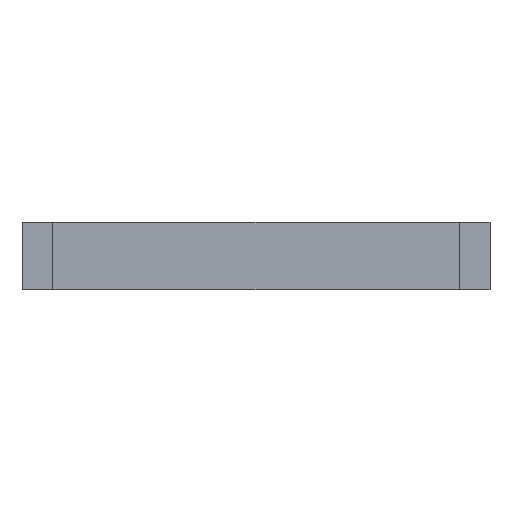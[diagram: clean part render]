
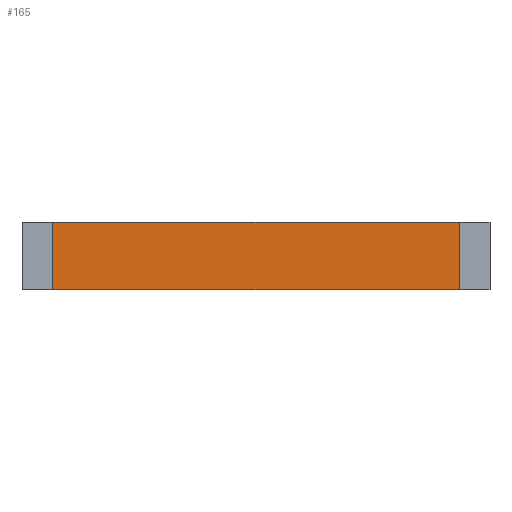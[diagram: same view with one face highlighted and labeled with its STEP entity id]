
A CAD part, front view. The second image highlights one B-rep face of the part: STEP entity #165.
In plain terms, the highlighted planar face has unit normal (0, -1, 0).
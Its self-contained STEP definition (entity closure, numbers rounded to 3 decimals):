
#165 = ADVANCED_FACE( '', ( #289 ), #290, .F. );
#289 = FACE_OUTER_BOUND( '', #417, .T. );
#290 = PLANE( '', #418 );
#417 = EDGE_LOOP( '', ( #706, #707, #708, #709 ) );
#418 = AXIS2_PLACEMENT_3D( '', #710, #711, #712 );
#706 = ORIENTED_EDGE( '', *, *, #882, .T. );
#707 = ORIENTED_EDGE( '', *, *, #885, .T. );
#708 = ORIENTED_EDGE( '', *, *, #930, .F. );
#709 = ORIENTED_EDGE( '', *, *, #897, .F. );
#710 = CARTESIAN_POINT( '', ( -3.8, -1.75, 0.55 ) );
#711 = DIRECTION( '', ( 0., 1., 0. ) );
#712 = DIRECTION( '', ( -1., 0., 0. ) );
#882 = EDGE_CURVE( '', #1098, #1096, #1099, .T. );
#885 = EDGE_CURVE( '', #1096, #1102, #1103, .T. );
#897 = EDGE_CURVE( '', #1098, #1119, #1120, .T. );
#930 = EDGE_CURVE( '', #1119, #1102, #1161, .T. );
#1096 = VERTEX_POINT( '', #1571 );
#1098 = VERTEX_POINT( '', #1574 );
#1099 = LINE( '', #1575, #1576 );
#1102 = VERTEX_POINT( '', #1580 );
#1103 = LINE( '', #1581, #1582 );
#1119 = VERTEX_POINT( '', #1608 );
#1120 = LINE( '', #1609, #1610 );
#1161 = LINE( '', #1673, #1674 );
#1571 = CARTESIAN_POINT( '', ( -3.3, -1.75, -0.55 ) );
#1574 = CARTESIAN_POINT( '', ( -3.3, -1.75, 0.55 ) );
#1575 = CARTESIAN_POINT( '', ( -3.3, -1.75, 8.439 ) );
#1576 = VECTOR( '', #1799, 1000. );
#1580 = CARTESIAN_POINT( '', ( 3.3, -1.75, -0.55 ) );
#1581 = CARTESIAN_POINT( '', ( -3.8, -1.75, -0.55 ) );
#1582 = VECTOR( '', #1801, 1000. );
#1608 = CARTESIAN_POINT( '', ( 3.3, -1.75, 0.55 ) );
#1609 = CARTESIAN_POINT( '', ( -3.8, -1.75, 0.55 ) );
#1610 = VECTOR( '', #1812, 1000. );
#1673 = CARTESIAN_POINT( '', ( 3.3, -1.75, 8.439 ) );
#1674 = VECTOR( '', #1835, 1000. );
#1799 = DIRECTION( '', ( 0., 0., -1. ) );
#1801 = DIRECTION( '', ( 1., 0., 0. ) );
#1812 = DIRECTION( '', ( 1., 0., 0. ) );
#1835 = DIRECTION( '', ( 0., 0., -1. ) );
